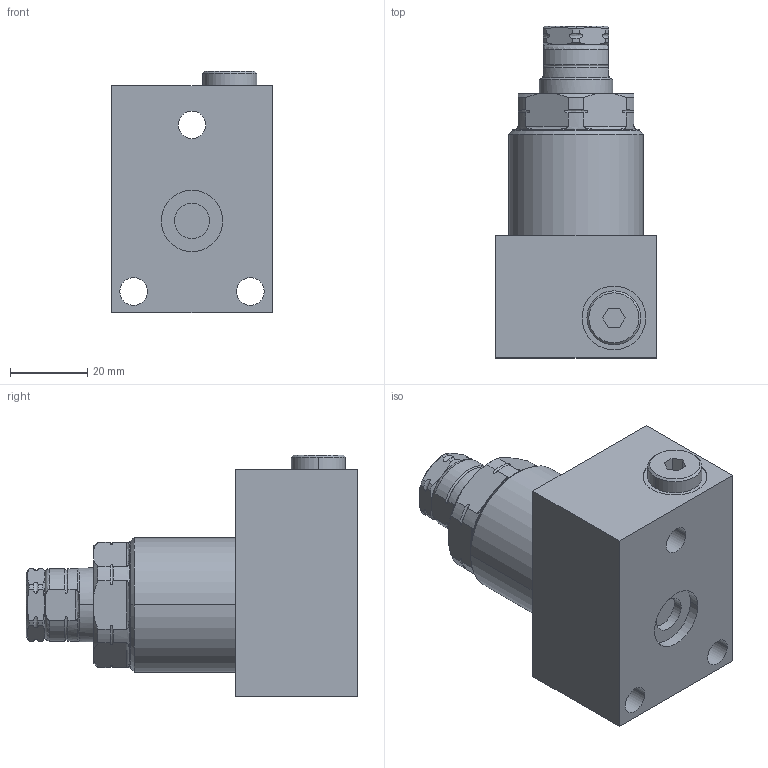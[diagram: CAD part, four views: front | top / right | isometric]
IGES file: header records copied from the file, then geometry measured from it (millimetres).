
Start section:  PTC IGES file: ilcmv41080810.igs
Global section: file name: ilcmv41080810.igs; native system: Creo Parametric by Parametric Technology Corporation; preprocessor: 2013320; author: npeters; organization: Unknown; date: 20200728.114406; units: millimetre
Bounding box: 41.53 x 85.78 x 62.53 mm (x, y, z)
Surface area: 23880.1 mm2 (no closed solid volume)
Topology: 0 solids, 0 shells, 166 faces, 1216 edges, 1548 vertices
Faces by surface type: revolution 118, bspline 48
